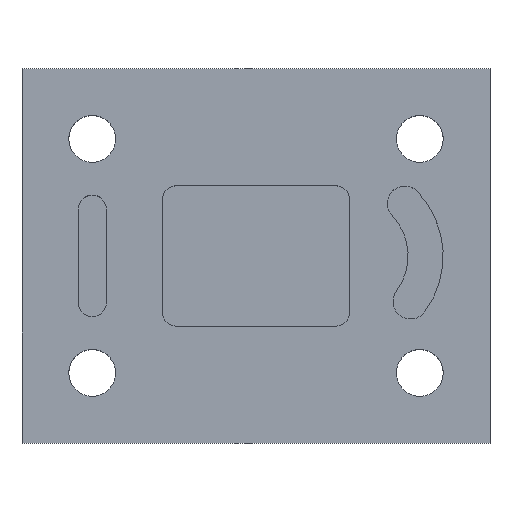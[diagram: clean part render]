
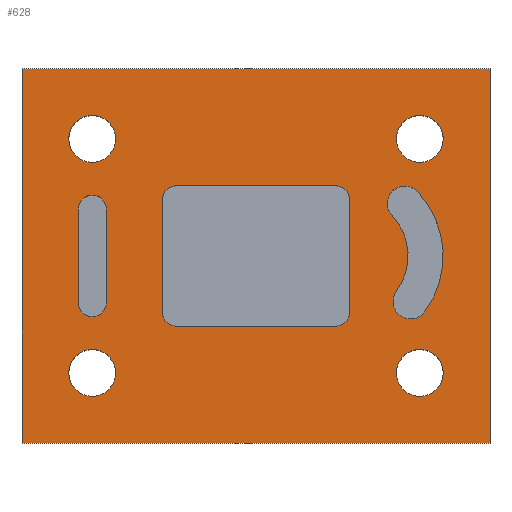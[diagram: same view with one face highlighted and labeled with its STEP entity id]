
A CAD part, top view. The second image highlights one B-rep face of the part: STEP entity #628.
In plain terms, the highlighted planar face has unit normal (0, 0, 1).
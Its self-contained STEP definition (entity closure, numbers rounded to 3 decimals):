
#65=CARTESIAN_POINT('',(-35.,25.,20.));
#66=DIRECTION('',(0.,0.,-1.));
#67=DIRECTION('',(1.,0.,0.));
#68=AXIS2_PLACEMENT_3D('',#65,#66,#67);
#70=CARTESIAN_POINT('',(-35.,25.,20.));
#71=DIRECTION('',(0.,0.,-1.));
#72=DIRECTION('',(-1.,0.,0.));
#73=AXIS2_PLACEMENT_3D('',#70,#71,#72);
#75=CARTESIAN_POINT('',(35.,25.,20.));
#76=DIRECTION('',(0.,0.,-1.));
#77=DIRECTION('',(1.,0.,0.));
#78=AXIS2_PLACEMENT_3D('',#75,#76,#77);
#80=CARTESIAN_POINT('',(35.,25.,20.));
#81=DIRECTION('',(0.,0.,-1.));
#82=DIRECTION('',(-1.,0.,0.));
#83=AXIS2_PLACEMENT_3D('',#80,#81,#82);
#85=CARTESIAN_POINT('',(35.,-25.,20.));
#86=DIRECTION('',(0.,0.,-1.));
#87=DIRECTION('',(1.,0.,0.));
#88=AXIS2_PLACEMENT_3D('',#85,#86,#87);
#90=CARTESIAN_POINT('',(35.,-25.,20.));
#91=DIRECTION('',(0.,0.,-1.));
#92=DIRECTION('',(-1.,0.,0.));
#93=AXIS2_PLACEMENT_3D('',#90,#91,#92);
#95=CARTESIAN_POINT('',(-35.,-25.,20.));
#96=DIRECTION('',(0.,0.,-1.));
#97=DIRECTION('',(1.,0.,0.));
#98=AXIS2_PLACEMENT_3D('',#95,#96,#97);
#100=CARTESIAN_POINT('',(-35.,-25.,20.));
#101=DIRECTION('',(0.,0.,-1.));
#102=DIRECTION('',(-1.,0.,0.));
#103=AXIS2_PLACEMENT_3D('',#100,#101,#102);
#105=DIRECTION('',(0.,-1.,0.));
#106=VECTOR('',#105,80.);
#107=CARTESIAN_POINT('',(-50.,40.,20.));
#108=LINE('',#107,#106);
#109=DIRECTION('',(-1.,0.,0.));
#110=VECTOR('',#109,100.);
#111=CARTESIAN_POINT('',(50.,40.,20.));
#112=LINE('',#111,#110);
#113=DIRECTION('',(0.,1.,0.));
#114=VECTOR('',#113,80.);
#115=CARTESIAN_POINT('',(50.,-40.,20.));
#116=LINE('',#115,#114);
#117=DIRECTION('',(1.,0.,0.));
#118=VECTOR('',#117,100.);
#119=CARTESIAN_POINT('',(-50.,-40.,20.));
#120=LINE('',#119,#118);
#121=CARTESIAN_POINT('',(-17.,12.,20.));
#122=DIRECTION('',(0.,0.,1.));
#123=DIRECTION('',(0.,1.,0.));
#124=AXIS2_PLACEMENT_3D('',#121,#122,#123);
#126=DIRECTION('',(0.,-1.,0.));
#127=VECTOR('',#126,24.);
#128=CARTESIAN_POINT('',(-20.,12.,20.));
#129=LINE('',#128,#127);
#130=CARTESIAN_POINT('',(-17.,-12.,20.));
#131=DIRECTION('',(0.,0.,1.));
#132=DIRECTION('',(-1.,0.,0.));
#133=AXIS2_PLACEMENT_3D('',#130,#131,#132);
#135=DIRECTION('',(1.,0.,0.));
#136=VECTOR('',#135,34.);
#137=CARTESIAN_POINT('',(-17.,-15.,20.));
#138=LINE('',#137,#136);
#139=CARTESIAN_POINT('',(17.,-12.,20.));
#140=DIRECTION('',(0.,0.,1.));
#141=DIRECTION('',(0.,-1.,0.));
#142=AXIS2_PLACEMENT_3D('',#139,#140,#141);
#144=DIRECTION('',(0.,1.,0.));
#145=VECTOR('',#144,24.);
#146=CARTESIAN_POINT('',(20.,-12.,20.));
#147=LINE('',#146,#145);
#148=CARTESIAN_POINT('',(17.,12.,20.));
#149=DIRECTION('',(0.,0.,1.));
#150=DIRECTION('',(1.,0.,0.));
#151=AXIS2_PLACEMENT_3D('',#148,#149,#150);
#153=DIRECTION('',(-1.,0.,0.));
#154=VECTOR('',#153,34.);
#155=CARTESIAN_POINT('',(17.,15.,20.));
#156=LINE('',#155,#154);
#157=CARTESIAN_POINT('',(-35.,10.,20.));
#158=DIRECTION('',(0.,0.,1.));
#159=DIRECTION('',(1.,0.,0.));
#160=AXIS2_PLACEMENT_3D('',#157,#158,#159);
#162=DIRECTION('',(0.,-1.,0.));
#163=VECTOR('',#162,20.);
#164=CARTESIAN_POINT('',(-38.,10.,20.));
#165=LINE('',#164,#163);
#166=CARTESIAN_POINT('',(-35.,-10.,20.));
#167=DIRECTION('',(0.,0.,1.));
#168=DIRECTION('',(-1.,0.,0.));
#169=AXIS2_PLACEMENT_3D('',#166,#167,#168);
#171=DIRECTION('',(0.,1.,0.));
#172=VECTOR('',#171,20.);
#173=CARTESIAN_POINT('',(-32.,-10.,20.));
#174=LINE('',#173,#172);
#175=CARTESIAN_POINT('',(33.02,-9.723,20.));
#176=DIRECTION('',(0.,0.,1.));
#177=DIRECTION('',(-0.801,0.598,0.));
#178=AXIS2_PLACEMENT_3D('',#175,#176,#177);
#180=CARTESIAN_POINT('',(20.,0.,20.));
#181=DIRECTION('',(0.,0.,1.));
#182=DIRECTION('',(0.801,-0.598,0.));
#183=AXIS2_PLACEMENT_3D('',#180,#181,#182);
#185=CARTESIAN_POINT('',(31.806,11.167,20.));
#186=DIRECTION('',(0.,0.,1.));
#187=DIRECTION('',(0.726,0.687,0.));
#188=AXIS2_PLACEMENT_3D('',#185,#186,#187);
#190=CARTESIAN_POINT('',(20.,0.,20.));
#191=DIRECTION('',(0.,0.,1.));
#192=DIRECTION('',(0.801,-0.598,0.));
#193=AXIS2_PLACEMENT_3D('',#190,#191,#192);
#397=CARTESIAN_POINT('',(-30.,25.,20.));
#398=CARTESIAN_POINT('',(-40.,25.,20.));
#399=VERTEX_POINT('',#397);
#400=VERTEX_POINT('',#398);
#401=CARTESIAN_POINT('',(40.,25.,20.));
#402=CARTESIAN_POINT('',(30.,25.,20.));
#403=VERTEX_POINT('',#401);
#404=VERTEX_POINT('',#402);
#405=CARTESIAN_POINT('',(40.,-25.,20.));
#406=CARTESIAN_POINT('',(30.,-25.,20.));
#407=VERTEX_POINT('',#405);
#408=VERTEX_POINT('',#406);
#409=CARTESIAN_POINT('',(-30.,-25.,20.));
#410=CARTESIAN_POINT('',(-40.,-25.,20.));
#411=VERTEX_POINT('',#409);
#412=VERTEX_POINT('',#410);
#413=CARTESIAN_POINT('',(-50.,40.,20.));
#414=CARTESIAN_POINT('',(-50.,-40.,20.));
#415=VERTEX_POINT('',#413);
#416=VERTEX_POINT('',#414);
#417=CARTESIAN_POINT('',(50.,-40.,20.));
#418=VERTEX_POINT('',#417);
#419=CARTESIAN_POINT('',(50.,40.,20.));
#420=VERTEX_POINT('',#419);
#437=CARTESIAN_POINT('',(-17.,15.,20.));
#438=CARTESIAN_POINT('',(-20.,12.,20.));
#439=VERTEX_POINT('',#437);
#440=VERTEX_POINT('',#438);
#441=CARTESIAN_POINT('',(-20.,-12.,20.));
#442=VERTEX_POINT('',#441);
#443=CARTESIAN_POINT('',(-17.,-15.,20.));
#444=VERTEX_POINT('',#443);
#445=CARTESIAN_POINT('',(17.,-15.,20.));
#446=VERTEX_POINT('',#445);
#447=CARTESIAN_POINT('',(20.,-12.,20.));
#448=VERTEX_POINT('',#447);
#449=CARTESIAN_POINT('',(20.,12.,20.));
#450=VERTEX_POINT('',#449);
#451=CARTESIAN_POINT('',(17.,15.,20.));
#452=VERTEX_POINT('',#451);
#469=CARTESIAN_POINT('',(-32.,10.,20.));
#470=CARTESIAN_POINT('',(-38.,10.,20.));
#471=VERTEX_POINT('',#469);
#472=VERTEX_POINT('',#470);
#473=CARTESIAN_POINT('',(-38.,-10.,20.));
#474=VERTEX_POINT('',#473);
#475=CARTESIAN_POINT('',(-32.,-10.,20.));
#476=VERTEX_POINT('',#475);
#477=CARTESIAN_POINT('',(30.016,-7.479,20.));
#478=CARTESIAN_POINT('',(36.025,-11.967,20.));
#479=VERTEX_POINT('',#477);
#480=VERTEX_POINT('',#478);
#481=CARTESIAN_POINT('',(34.53,13.743,20.));
#482=VERTEX_POINT('',#481);
#483=CARTESIAN_POINT('',(29.081,8.59,20.));
#484=VERTEX_POINT('',#483);
#553=CARTESIAN_POINT('',(0.,0.,20.));
#554=DIRECTION('',(0.,0.,1.));
#555=DIRECTION('',(1.,0.,0.));
#556=AXIS2_PLACEMENT_3D('',#553,#554,#555);
#557=PLANE('',#556);
#559=ORIENTED_EDGE('',*,*,#558,.F.);
#561=ORIENTED_EDGE('',*,*,#560,.F.);
#563=ORIENTED_EDGE('',*,*,#562,.F.);
#565=ORIENTED_EDGE('',*,*,#564,.F.);
#566=EDGE_LOOP('',(#559,#561,#563,#565));
#567=FACE_OUTER_BOUND('',#566,.F.);
#569=ORIENTED_EDGE('',*,*,#568,.F.);
#571=ORIENTED_EDGE('',*,*,#570,.F.);
#572=EDGE_LOOP('',(#569,#571));
#573=FACE_BOUND('',#572,.F.);
#575=ORIENTED_EDGE('',*,*,#574,.F.);
#577=ORIENTED_EDGE('',*,*,#576,.F.);
#578=EDGE_LOOP('',(#575,#577));
#579=FACE_BOUND('',#578,.F.);
#581=ORIENTED_EDGE('',*,*,#580,.F.);
#583=ORIENTED_EDGE('',*,*,#582,.F.);
#584=EDGE_LOOP('',(#581,#583));
#585=FACE_BOUND('',#584,.F.);
#586=ORIENTED_EDGE('',*,*,#533,.F.);
#587=ORIENTED_EDGE('',*,*,#547,.F.);
#588=EDGE_LOOP('',(#586,#587));
#589=FACE_BOUND('',#588,.F.);
#591=ORIENTED_EDGE('',*,*,#590,.T.);
#593=ORIENTED_EDGE('',*,*,#592,.T.);
#595=ORIENTED_EDGE('',*,*,#594,.T.);
#597=ORIENTED_EDGE('',*,*,#596,.T.);
#599=ORIENTED_EDGE('',*,*,#598,.T.);
#601=ORIENTED_EDGE('',*,*,#600,.T.);
#603=ORIENTED_EDGE('',*,*,#602,.T.);
#605=ORIENTED_EDGE('',*,*,#604,.T.);
#606=EDGE_LOOP('',(#591,#593,#595,#597,#599,#601,#603,#605));
#607=FACE_BOUND('',#606,.F.);
#609=ORIENTED_EDGE('',*,*,#608,.T.);
#611=ORIENTED_EDGE('',*,*,#610,.T.);
#613=ORIENTED_EDGE('',*,*,#612,.T.);
#615=ORIENTED_EDGE('',*,*,#614,.T.);
#616=EDGE_LOOP('',(#609,#611,#613,#615));
#617=FACE_BOUND('',#616,.F.);
#619=ORIENTED_EDGE('',*,*,#618,.T.);
#621=ORIENTED_EDGE('',*,*,#620,.T.);
#623=ORIENTED_EDGE('',*,*,#622,.T.);
#625=ORIENTED_EDGE('',*,*,#624,.F.);
#626=EDGE_LOOP('',(#619,#621,#623,#625));
#627=FACE_BOUND('',#626,.F.);
#69=CIRCLE('',#68,5.);
#74=CIRCLE('',#73,5.);
#79=CIRCLE('',#78,5.);
#84=CIRCLE('',#83,5.);
#89=CIRCLE('',#88,5.);
#94=CIRCLE('',#93,5.);
#99=CIRCLE('',#98,5.);
#104=CIRCLE('',#103,5.);
#125=CIRCLE('',#124,3.);
#134=CIRCLE('',#133,3.);
#143=CIRCLE('',#142,3.);
#152=CIRCLE('',#151,3.);
#161=CIRCLE('',#160,3.);
#170=CIRCLE('',#169,3.);
#179=CIRCLE('',#178,3.75);
#184=CIRCLE('',#183,20.);
#189=CIRCLE('',#188,3.75);
#194=CIRCLE('',#193,12.5);
#533=EDGE_CURVE('',#399,#400,#69,.T.);
#547=EDGE_CURVE('',#400,#399,#74,.T.);
#558=EDGE_CURVE('',#415,#416,#108,.T.);
#560=EDGE_CURVE('',#420,#415,#112,.T.);
#562=EDGE_CURVE('',#418,#420,#116,.T.);
#564=EDGE_CURVE('',#416,#418,#120,.T.);
#568=EDGE_CURVE('',#403,#404,#79,.T.);
#570=EDGE_CURVE('',#404,#403,#84,.T.);
#574=EDGE_CURVE('',#407,#408,#89,.T.);
#576=EDGE_CURVE('',#408,#407,#94,.T.);
#580=EDGE_CURVE('',#411,#412,#99,.T.);
#582=EDGE_CURVE('',#412,#411,#104,.T.);
#590=EDGE_CURVE('',#439,#440,#125,.T.);
#592=EDGE_CURVE('',#440,#442,#129,.T.);
#594=EDGE_CURVE('',#442,#444,#134,.T.);
#596=EDGE_CURVE('',#444,#446,#138,.T.);
#598=EDGE_CURVE('',#446,#448,#143,.T.);
#600=EDGE_CURVE('',#448,#450,#147,.T.);
#602=EDGE_CURVE('',#450,#452,#152,.T.);
#604=EDGE_CURVE('',#452,#439,#156,.T.);
#608=EDGE_CURVE('',#471,#472,#161,.T.);
#610=EDGE_CURVE('',#472,#474,#165,.T.);
#612=EDGE_CURVE('',#474,#476,#170,.T.);
#614=EDGE_CURVE('',#476,#471,#174,.T.);
#618=EDGE_CURVE('',#479,#480,#179,.T.);
#620=EDGE_CURVE('',#480,#482,#184,.T.);
#622=EDGE_CURVE('',#482,#484,#189,.T.);
#624=EDGE_CURVE('',#479,#484,#194,.T.);
#628=ADVANCED_FACE('',(#567,#573,#579,#585,#589,#607,#617,#627),#557,.T.);
